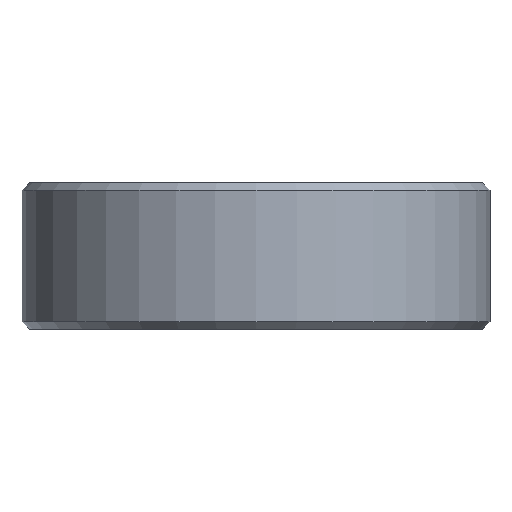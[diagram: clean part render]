
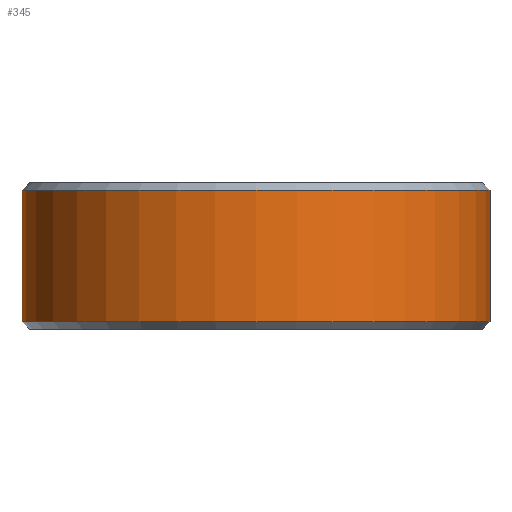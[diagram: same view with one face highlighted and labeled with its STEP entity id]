
A CAD part, front view. The second image highlights one B-rep face of the part: STEP entity #345.
In plain terms, the highlighted cylindrical face has radius 8 mm (diameter 16 mm), a partial arc.
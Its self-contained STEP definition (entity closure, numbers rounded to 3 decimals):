
#22 = VECTOR ( 'NONE', #1374, 1000. ) ;
#74 = LINE ( 'NONE', #864, #122 ) ;
#99 = CARTESIAN_POINT ( 'NONE',  ( 0., 0., 2.25 ) ) ;
#109 = DIRECTION ( 'NONE',  ( 1., 0., 0. ) ) ;
#122 = VECTOR ( 'NONE', #605, 1000. ) ;
#132 = DIRECTION ( 'NONE',  ( 1., 0., 0. ) ) ;
#133 = FACE_OUTER_BOUND ( 'NONE', #734, .T. ) ;
#187 = VERTEX_POINT ( 'NONE', #211 ) ;
#211 = CARTESIAN_POINT ( 'NONE',  ( 8., 0., 2.25 ) ) ;
#249 = CARTESIAN_POINT ( 'NONE',  ( 8., 0., -2.25 ) ) ;
#313 = ORIENTED_EDGE ( 'NONE', *, *, #1317, .F. ) ;
#345 = ADVANCED_FACE ( 'NONE', ( #133 ), #591, .T. ) ;
#346 = LINE ( 'NONE', #488, #22 ) ;
#358 = VERTEX_POINT ( 'NONE', #1245 ) ;
#375 = DIRECTION ( 'NONE',  ( 0., 0., 1. ) ) ;
#463 = EDGE_CURVE ( 'NONE', #527, #1404, #1504, .T. ) ;
#488 = CARTESIAN_POINT ( 'NONE',  ( -8., 0., 2.5 ) ) ;
#527 = VERTEX_POINT ( 'NONE', #1264 ) ;
#533 = ORIENTED_EDGE ( 'NONE', *, *, #463, .T. ) ;
#591 = CYLINDRICAL_SURFACE ( 'NONE', #1047, 8. ) ;
#605 = DIRECTION ( 'NONE',  ( 0., 0., 1. ) ) ;
#734 = EDGE_LOOP ( 'NONE', ( #313, #533, #773, #771 ) ) ;
#771 = ORIENTED_EDGE ( 'NONE', *, *, #831, .F. ) ;
#773 = ORIENTED_EDGE ( 'NONE', *, *, #1348, .T. ) ;
#831 = EDGE_CURVE ( 'NONE', #358, #187, #914, .T. ) ;
#848 = DIRECTION ( 'NONE',  ( 0., 0., 1. ) ) ;
#864 = CARTESIAN_POINT ( 'NONE',  ( 8., 0., 2.5 ) ) ;
#867 = AXIS2_PLACEMENT_3D ( 'NONE', #99, #985, #109 ) ;
#914 = CIRCLE ( 'NONE', #867, 8. ) ;
#970 = DIRECTION ( 'NONE',  ( 1., 0., 0. ) ) ;
#985 = DIRECTION ( 'NONE',  ( 0., 0., 1. ) ) ;
#995 = CARTESIAN_POINT ( 'NONE',  ( 0., 0., 2.5 ) ) ;
#1047 = AXIS2_PLACEMENT_3D ( 'NONE', #995, #848, #970 ) ;
#1245 = CARTESIAN_POINT ( 'NONE',  ( -8., 0., 2.25 ) ) ;
#1264 = CARTESIAN_POINT ( 'NONE',  ( -8., 0., -2.25 ) ) ;
#1270 = CARTESIAN_POINT ( 'NONE',  ( 0., 0., -2.25 ) ) ;
#1317 = EDGE_CURVE ( 'NONE', #527, #358, #346, .T. ) ;
#1348 = EDGE_CURVE ( 'NONE', #1404, #187, #74, .T. ) ;
#1374 = DIRECTION ( 'NONE',  ( 0., 0., 1. ) ) ;
#1404 = VERTEX_POINT ( 'NONE', #249 ) ;
#1504 = CIRCLE ( 'NONE', #1565, 8. ) ;
#1565 = AXIS2_PLACEMENT_3D ( 'NONE', #1270, #375, #132 ) ;
